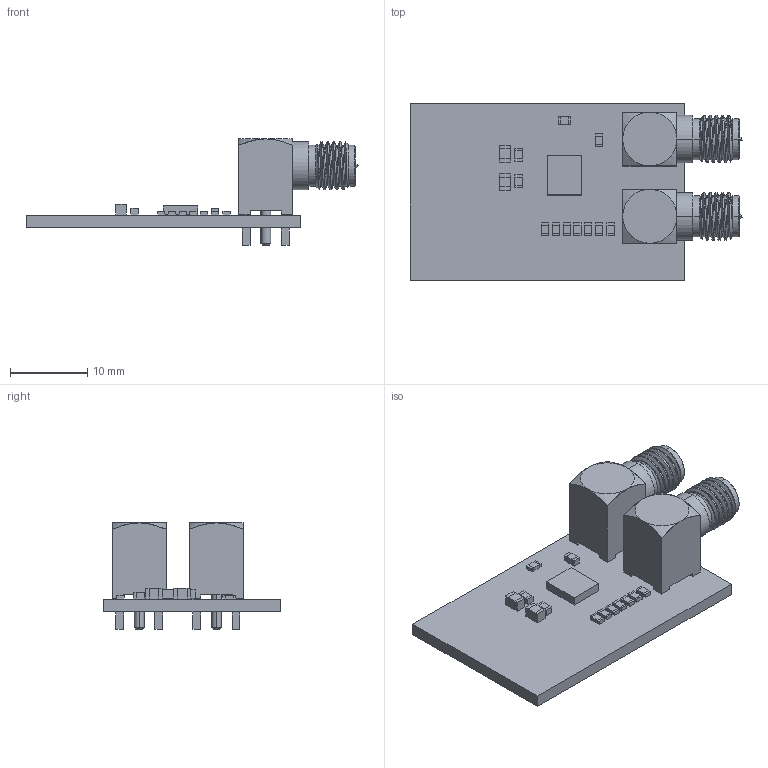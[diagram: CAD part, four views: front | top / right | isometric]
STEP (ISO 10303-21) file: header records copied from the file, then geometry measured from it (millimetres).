
FILE_DESCRIPTION(('Open CASCADE Model'),'2;1');
FILE_NAME('Open CASCADE Shape Model','2018-04-23T20:32:00',('Author'),( 'Open CASCADE'),'Open CASCADE STEP processor 6.5','Open CASCADE 6.5' ,'Unknown');
FILE_SCHEMA(('AUTOMOTIVE_DESIGN { 1 0 10303 214 1 1 1 1 }'));
Length unit declared in the file: millimetre
Products named in the file (42): PCB; Board; C5; 1189095936; Extruded; 1189096064; C1; 1189095808; 1189096192; C2; 1189095552; 1189095680; C3; C4; OUT1; 132136rp_3d_model_file_v1; 132136rp_3d_model_file; OUT2; R1; 1189094912; 1189095296; R2; R3; U1; 1189094784; R4; 1189094528; 1189094656; R5; R7; R6; R8
Assembly tree (71 placements, depth 4):
  PCB
    Board
    C5
      1189095936
        Extruded
      1189096064  x2
        Extruded
    C1
      1189095808
        Extruded
      1189096192  x2
        Extruded
    C2
      1189095552
        Extruded
      1189095680  x2
        Extruded
    C3
      1189095808
        Extruded
      1189096192  x2
        Extruded
    C4
      1189095552
        Extruded
      1189095680  x2
        Extruded
    OUT1
      132136rp_3d_model_file_v1
        132136rp_3d_model_file
    OUT2
      132136rp_3d_model_file_v1
        132136rp_3d_model_file
    R1
      1189094912
        Extruded
      1189095296  x2
        Extruded
    R2
      1189094912
        Extruded
      1189095296  x2
        Extruded
    R3
      1189094912
        Extruded
      1189095296  x2
        Extruded
    U1
      1189094784
        Extruded
    R4
      1189094528
        Extruded
      1189094656  x2
        Extruded
    R5
      1189094912
        Extruded
      1189095296  x2
Bounding box: 43.09 x 22.86 x 13.8 mm (x, y, z)
Volume: 1383.5 mm3; surface area: 3386.1 mm2
Topology: 41 solids, 201 shells, 406 faces, 1252 edges, 1088 vertices
Faces by surface type: plane 318, cylinder 42, cone 34, bspline 12
Entity records: 19297 total; most frequent: CARTESIAN_POINT 10455, DIRECTION 1387, LINE 822, VECTOR 822, ORIENTED_EDGE 668, PCURVE 668, DEFINITIONAL_REPRESENTATION 668, EDGE_CURVE 524
